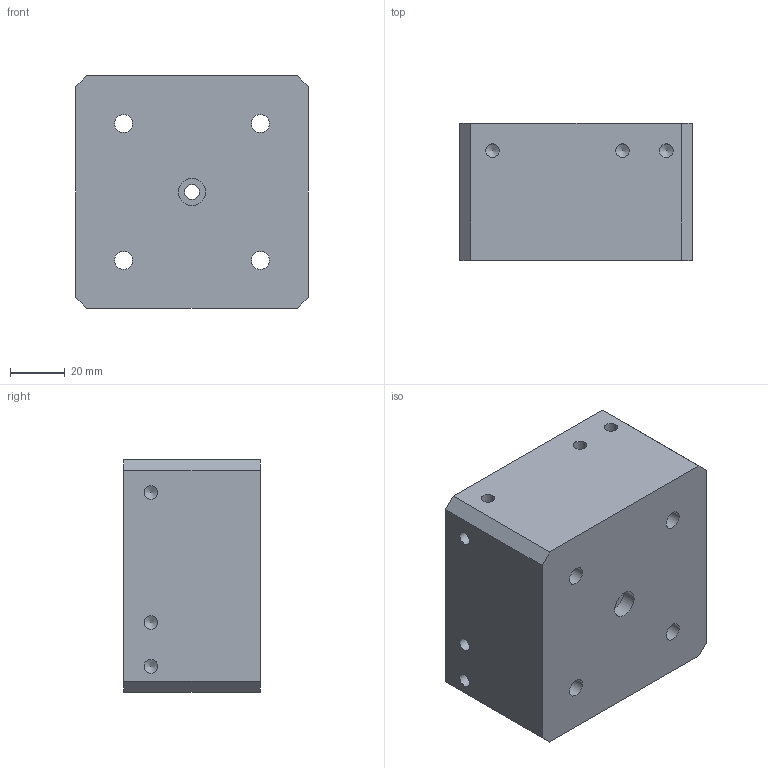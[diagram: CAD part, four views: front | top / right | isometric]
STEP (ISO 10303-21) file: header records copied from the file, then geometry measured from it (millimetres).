
FILE_DESCRIPTION (( 'STEP AP214' ), '1' );
FILE_NAME ('support_pad.STEP', '2021-04-15T18:16:40', ( '' ), ( '' ), 'SwSTEP 2.0', 'SolidWorks 2020', '' );
FILE_SCHEMA (( 'AUTOMOTIVE_DESIGN' ));
Length unit declared in the file: millimetre
Products named in the file (1): support_pad
Bounding box: 85 x 50 x 85 mm (x, y, z)
Volume: 347753.3 mm3; surface area: 37440.7 mm2
Topology: 1 solids, 1 shells, 42 faces, 100 edges, 64 vertices
Faces by surface type: cylinder 19, plane 16, cone 7
Full cylindrical faces by diameter (mm): 5 x8, 5.5 x1, 6.6 x4, 8 x1, 10 x1, 11 x4
Entity records: 1110 total; most frequent: DIRECTION 180, CARTESIAN_POINT 171, ORIENTED_EDGE 126, EDGE_LOOP 84, AXIS2_PLACEMENT_3D 78, EDGE_CURVE 63, FACE_OUTER_BOUND 61, VERTEX_POINT 53
